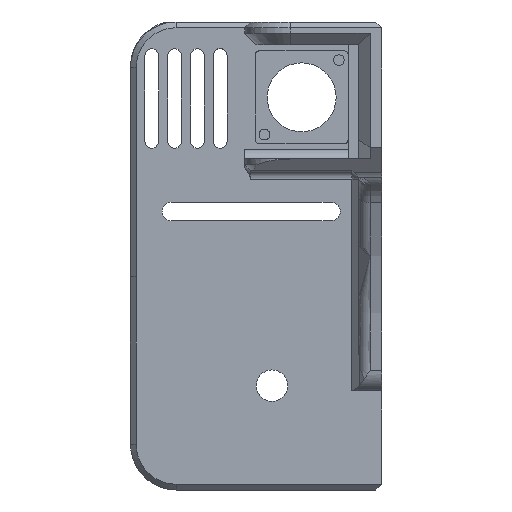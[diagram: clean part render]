
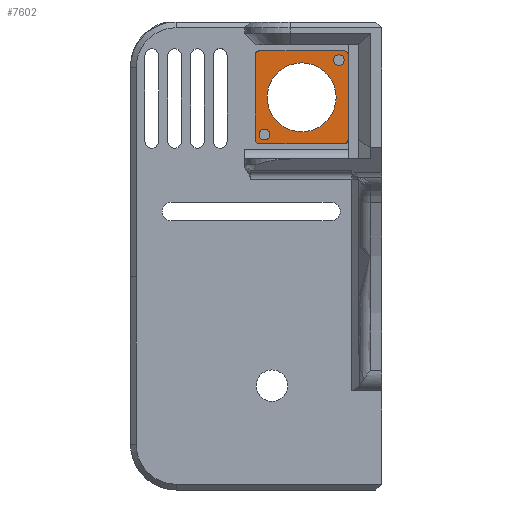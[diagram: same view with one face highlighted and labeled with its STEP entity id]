
A CAD part, left-side view. The second image highlights one B-rep face of the part: STEP entity #7602.
In plain terms, the highlighted planar face has unit normal (-1, 0, 0).
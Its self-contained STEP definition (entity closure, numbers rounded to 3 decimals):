
#54 = CIRCLE ( 'NONE', #3377, 1.5 ) ;
#68 = CARTESIAN_POINT ( 'NONE',  ( -56.78, 10.135, 0.546 ) ) ;
#192 = CARTESIAN_POINT ( 'NONE',  ( -56.78, 49.235, 38.146 ) ) ;
#287 = CIRCLE ( 'NONE', #8846, 2.35 ) ;
#372 = AXIS2_PLACEMENT_3D ( 'NONE', #5614, #6224, #4780 ) ;
#377 = DIRECTION ( 'NONE',  ( 0., 0., 1. ) ) ;
#523 = CARTESIAN_POINT ( 'NONE',  ( -56.78, 12.601, 35.68 ) ) ;
#533 = LINE ( 'NONE', #9758, #1630 ) ;
#604 = EDGE_CURVE ( 'NONE', #771, #3906, #54, .T. ) ;
#614 = VERTEX_POINT ( 'NONE', #6609 ) ;
#668 = DIRECTION ( 'NONE',  ( 1., 0., 0. ) ) ;
#737 = VERTEX_POINT ( 'NONE', #4637 ) ;
#759 = DIRECTION ( 'NONE',  ( -1., 0., 0. ) ) ;
#771 = VERTEX_POINT ( 'NONE', #811 ) ;
#811 = CARTESIAN_POINT ( 'NONE',  ( -56.78, 47.735, 39.646 ) ) ;
#818 = CIRCLE ( 'NONE', #4291, 2.35 ) ;
#861 = CIRCLE ( 'NONE', #372, 15.1 ) ;
#1162 = AXIS2_PLACEMENT_3D ( 'NONE', #68, #3105, #6081 ) ;
#1216 = DIRECTION ( 'NONE',  ( -1., 0., 0. ) ) ;
#1370 = VERTEX_POINT ( 'NONE', #3621 ) ;
#1409 = DIRECTION ( 'NONE',  ( 0., 0., 1. ) ) ;
#1469 = CARTESIAN_POINT ( 'NONE',  ( -56.78, 10.135, 38.146 ) ) ;
#1544 = CARTESIAN_POINT ( 'NONE',  ( -56.78, 45.269, 0.662 ) ) ;
#1560 = AXIS2_PLACEMENT_3D ( 'NONE', #2638, #4830, #9385 ) ;
#1619 = CARTESIAN_POINT ( 'NONE',  ( -56.78, 12.601, 35.68 ) ) ;
#1630 = VECTOR ( 'NONE', #2972, 1000. ) ;
#1863 = ORIENTED_EDGE ( 'NONE', *, *, #4970, .F. ) ;
#1869 = CARTESIAN_POINT ( 'NONE',  ( -56.78, 47.735, 0.546 ) ) ;
#1889 = EDGE_CURVE ( 'NONE', #614, #4264, #2503, .T. ) ;
#1891 = DIRECTION ( 'NONE',  ( 0., 0., 1. ) ) ;
#2081 = CARTESIAN_POINT ( 'NONE',  ( -56.78, 12.601, 33.33 ) ) ;
#2130 = CIRCLE ( 'NONE', #1162, 1.5 ) ;
#2156 = ORIENTED_EDGE ( 'NONE', *, *, #4581, .T. ) ;
#2159 = AXIS2_PLACEMENT_3D ( 'NONE', #5028, #668, #3694 ) ;
#2184 = LINE ( 'NONE', #4369, #7666 ) ;
#2254 = VECTOR ( 'NONE', #377, 1000. ) ;
#2434 = LINE ( 'NONE', #9187, #7840 ) ;
#2453 = ORIENTED_EDGE ( 'NONE', *, *, #9143, .T. ) ;
#2503 = CIRCLE ( 'NONE', #8040, 2.35 ) ;
#2558 = CIRCLE ( 'NONE', #3516, 1.5 ) ;
#2638 = CARTESIAN_POINT ( 'NONE',  ( -56.78, 28.935, 19.346 ) ) ;
#2969 = ORIENTED_EDGE ( 'NONE', *, *, #8833, .F. ) ;
#2972 = DIRECTION ( 'NONE',  ( 0., 1., 0. ) ) ;
#3012 = DIRECTION ( 'NONE',  ( 0., 0., 1. ) ) ;
#3105 = DIRECTION ( 'NONE',  ( -1., 0., 0. ) ) ;
#3318 = ORIENTED_EDGE ( 'NONE', *, *, #6444, .F. ) ;
#3377 = AXIS2_PLACEMENT_3D ( 'NONE', #9042, #759, #1409 ) ;
#3516 = AXIS2_PLACEMENT_3D ( 'NONE', #1869, #8657, #7225 ) ;
#3592 = DIRECTION ( 'NONE',  ( -1., 0., 0. ) ) ;
#3602 = PLANE ( 'NONE',  #2159 ) ;
#3621 = CARTESIAN_POINT ( 'NONE',  ( -56.78, 47.735, -0.954 ) ) ;
#3631 = DIRECTION ( 'NONE',  ( 0., 0., -1. ) ) ;
#3694 = DIRECTION ( 'NONE',  ( 0., 0., -1. ) ) ;
#3906 = VERTEX_POINT ( 'NONE', #192 ) ;
#4055 = ORIENTED_EDGE ( 'NONE', *, *, #8422, .F. ) ;
#4060 = ORIENTED_EDGE ( 'NONE', *, *, #8673, .T. ) ;
#4144 = LINE ( 'NONE', #7915, #2254 ) ;
#4221 = DIRECTION ( 'NONE',  ( -1., 0., 0. ) ) ;
#4264 = VERTEX_POINT ( 'NONE', #2081 ) ;
#4275 = CARTESIAN_POINT ( 'NONE',  ( -56.78, 10.135, 39.646 ) ) ;
#4291 = AXIS2_PLACEMENT_3D ( 'NONE', #7987, #4221, #8782 ) ;
#4369 = CARTESIAN_POINT ( 'NONE',  ( -56.78, 49.235, 0.546 ) ) ;
#4437 = CARTESIAN_POINT ( 'NONE',  ( -56.78, 28.935, 4.246 ) ) ;
#4452 = EDGE_CURVE ( 'NONE', #9703, #771, #533, .T. ) ;
#4573 = EDGE_CURVE ( 'NONE', #6376, #1370, #2558, .T. ) ;
#4581 = EDGE_CURVE ( 'NONE', #737, #4634, #4144, .T. ) ;
#4634 = VERTEX_POINT ( 'NONE', #8794 ) ;
#4637 = CARTESIAN_POINT ( 'NONE',  ( -56.78, 8.635, 0.546 ) ) ;
#4675 = EDGE_LOOP ( 'NONE', ( #1863, #2969 ) ) ;
#4733 = ORIENTED_EDGE ( 'NONE', *, *, #9633, .F. ) ;
#4780 = DIRECTION ( 'NONE',  ( 0., 0., 1. ) ) ;
#4830 = DIRECTION ( 'NONE',  ( -1., 0., 0. ) ) ;
#4840 = VERTEX_POINT ( 'NONE', #6409 ) ;
#4884 = CIRCLE ( 'NONE', #6943, 1.5 ) ;
#4970 = EDGE_CURVE ( 'NONE', #4840, #9396, #818, .T. ) ;
#5000 = VERTEX_POINT ( 'NONE', #4437 ) ;
#5028 = CARTESIAN_POINT ( 'NONE',  ( -56.78, 10.135, 0.546 ) ) ;
#5338 = ORIENTED_EDGE ( 'NONE', *, *, #4452, .T. ) ;
#5347 = EDGE_LOOP ( 'NONE', ( #5492, #2156, #4060, #5338, #5749, #5617, #5569, #2453 ) ) ;
#5492 = ORIENTED_EDGE ( 'NONE', *, *, #7823, .T. ) ;
#5516 = CIRCLE ( 'NONE', #5835, 2.35 ) ;
#5569 = ORIENTED_EDGE ( 'NONE', *, *, #4573, .T. ) ;
#5614 = CARTESIAN_POINT ( 'NONE',  ( -56.78, 28.935, 19.346 ) ) ;
#5617 = ORIENTED_EDGE ( 'NONE', *, *, #9407, .T. ) ;
#5626 = FACE_BOUND ( 'NONE', #5786, .T. ) ;
#5749 = ORIENTED_EDGE ( 'NONE', *, *, #604, .T. ) ;
#5786 = EDGE_LOOP ( 'NONE', ( #8592, #4055 ) ) ;
#5835 = AXIS2_PLACEMENT_3D ( 'NONE', #1619, #9210, #6147 ) ;
#6081 = DIRECTION ( 'NONE',  ( 0., 0., -1. ) ) ;
#6147 = DIRECTION ( 'NONE',  ( 0., 0., 1. ) ) ;
#6224 = DIRECTION ( 'NONE',  ( -1., 0., 0. ) ) ;
#6252 = VERTEX_POINT ( 'NONE', #6593 ) ;
#6376 = VERTEX_POINT ( 'NONE', #6605 ) ;
#6409 = CARTESIAN_POINT ( 'NONE',  ( -56.78, 45.269, 5.362 ) ) ;
#6417 = FACE_BOUND ( 'NONE', #7282, .T. ) ;
#6444 = EDGE_CURVE ( 'NONE', #8047, #5000, #7094, .T. ) ;
#6593 = CARTESIAN_POINT ( 'NONE',  ( -56.78, 10.135, -0.954 ) ) ;
#6605 = CARTESIAN_POINT ( 'NONE',  ( -56.78, 49.235, 0.546 ) ) ;
#6609 = CARTESIAN_POINT ( 'NONE',  ( -56.78, 12.601, 38.03 ) ) ;
#6943 = AXIS2_PLACEMENT_3D ( 'NONE', #1469, #9009, #3012 ) ;
#7045 = DIRECTION ( 'NONE',  ( 0., -1., 0. ) ) ;
#7094 = CIRCLE ( 'NONE', #1560, 15.1 ) ;
#7148 = FACE_OUTER_BOUND ( 'NONE', #5347, .T. ) ;
#7225 = DIRECTION ( 'NONE',  ( 0., 0., 1. ) ) ;
#7282 = EDGE_LOOP ( 'NONE', ( #3318, #4733 ) ) ;
#7602 = ADVANCED_FACE ( 'NONE', ( #5626, #8639, #7148, #6417 ), #3602, .F. ) ;
#7666 = VECTOR ( 'NONE', #3631, 1000. ) ;
#7823 = EDGE_CURVE ( 'NONE', #6252, #737, #2130, .T. ) ;
#7840 = VECTOR ( 'NONE', #7045, 1000. ) ;
#7915 = CARTESIAN_POINT ( 'NONE',  ( -56.78, 8.635, 0.546 ) ) ;
#7984 = CARTESIAN_POINT ( 'NONE',  ( -56.78, 45.269, 3.012 ) ) ;
#7987 = CARTESIAN_POINT ( 'NONE',  ( -56.78, 45.269, 3.012 ) ) ;
#8040 = AXIS2_PLACEMENT_3D ( 'NONE', #523, #1216, #9603 ) ;
#8047 = VERTEX_POINT ( 'NONE', #9560 ) ;
#8422 = EDGE_CURVE ( 'NONE', #4264, #614, #5516, .T. ) ;
#8592 = ORIENTED_EDGE ( 'NONE', *, *, #1889, .F. ) ;
#8639 = FACE_BOUND ( 'NONE', #4675, .T. ) ;
#8657 = DIRECTION ( 'NONE',  ( -1., 0., 0. ) ) ;
#8673 = EDGE_CURVE ( 'NONE', #4634, #9703, #4884, .T. ) ;
#8782 = DIRECTION ( 'NONE',  ( 0., 0., 1. ) ) ;
#8794 = CARTESIAN_POINT ( 'NONE',  ( -56.78, 8.635, 38.146 ) ) ;
#8833 = EDGE_CURVE ( 'NONE', #9396, #4840, #287, .T. ) ;
#8846 = AXIS2_PLACEMENT_3D ( 'NONE', #7984, #3592, #1891 ) ;
#9009 = DIRECTION ( 'NONE',  ( -1., 0., 0. ) ) ;
#9042 = CARTESIAN_POINT ( 'NONE',  ( -56.78, 47.735, 38.146 ) ) ;
#9143 = EDGE_CURVE ( 'NONE', #1370, #6252, #2434, .T. ) ;
#9187 = CARTESIAN_POINT ( 'NONE',  ( -56.78, 47.735, -0.954 ) ) ;
#9210 = DIRECTION ( 'NONE',  ( -1., 0., 0. ) ) ;
#9385 = DIRECTION ( 'NONE',  ( 0., 0., 1. ) ) ;
#9396 = VERTEX_POINT ( 'NONE', #1544 ) ;
#9407 = EDGE_CURVE ( 'NONE', #3906, #6376, #2184, .T. ) ;
#9560 = CARTESIAN_POINT ( 'NONE',  ( -56.78, 28.935, 34.446 ) ) ;
#9603 = DIRECTION ( 'NONE',  ( 0., 0., 1. ) ) ;
#9633 = EDGE_CURVE ( 'NONE', #5000, #8047, #861, .T. ) ;
#9703 = VERTEX_POINT ( 'NONE', #4275 ) ;
#9758 = CARTESIAN_POINT ( 'NONE',  ( -56.78, 47.735, 39.646 ) ) ;
